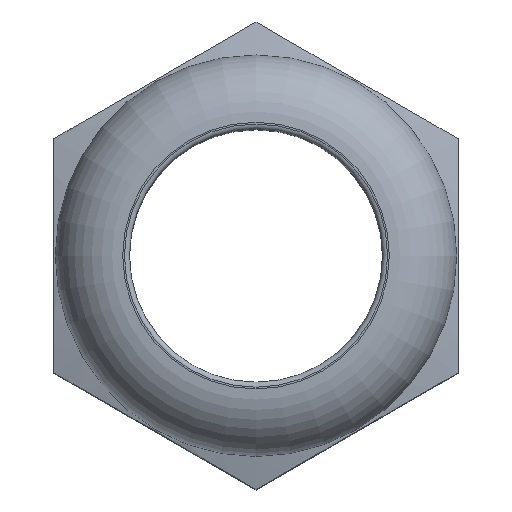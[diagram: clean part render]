
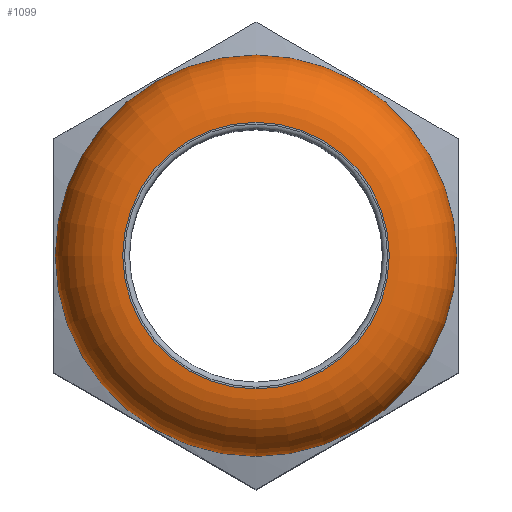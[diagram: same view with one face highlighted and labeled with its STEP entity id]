
A CAD part, top view. The second image highlights one B-rep face of the part: STEP entity #1099.
In plain terms, the highlighted toroidal (fillet/blend) face has major radius 7.9 mm and minor radius 4 mm.
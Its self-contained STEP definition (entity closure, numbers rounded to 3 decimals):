
#344=FACE_BOUND('',#435,.T.);
#364=FACE_OUTER_BOUND('',#434,.T.);
#434=EDGE_LOOP('',(#795));
#435=EDGE_LOOP('',(#796));
#515=CIRCLE('',#1169,7.9);
#517=CIRCLE('',#1173,11.9);
#530=VERTEX_POINT('',#1538);
#532=VERTEX_POINT('',#1544);
#637=EDGE_CURVE('',#530,#530,#515,.T.);
#639=EDGE_CURVE('',#532,#532,#517,.T.);
#795=ORIENTED_EDGE('',*,*,#637,.T.);
#796=ORIENTED_EDGE('',*,*,#639,.F.);
#1094=TOROIDAL_SURFACE('',#1172,7.9,4.);
#1099=ADVANCED_FACE('',(#364,#344),#1094,.T.);
#1169=AXIS2_PLACEMENT_3D('',#1539,#1258,#1259);
#1172=AXIS2_PLACEMENT_3D('',#1543,#1264,#1265);
#1173=AXIS2_PLACEMENT_3D('',#1545,#1266,#1267);
#1258=DIRECTION('center_axis',(0.,0.,-1.));
#1259=DIRECTION('ref_axis',(0.,1.,0.));
#1264=DIRECTION('center_axis',(0.,0.,-1.));
#1265=DIRECTION('ref_axis',(0.,1.,0.));
#1266=DIRECTION('center_axis',(0.,0.,-1.));
#1267=DIRECTION('ref_axis',(0.,1.,0.));
#1538=CARTESIAN_POINT('',(0.,7.9,27.5));
#1539=CARTESIAN_POINT('Origin',(0.,0.,27.5));
#1543=CARTESIAN_POINT('Origin',(0.,0.,23.5));
#1544=CARTESIAN_POINT('',(0.,11.9,23.5));
#1545=CARTESIAN_POINT('Origin',(0.,0.,23.5));
